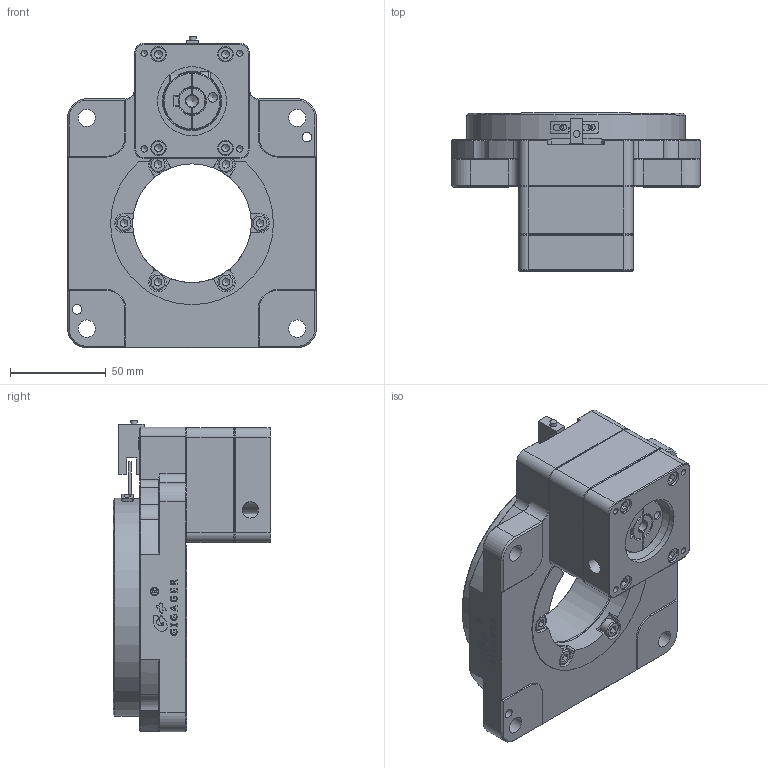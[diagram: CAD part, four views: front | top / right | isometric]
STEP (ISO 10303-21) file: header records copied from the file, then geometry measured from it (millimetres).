
FILE_DESCRIPTION (( 'STEP AP203' ), '1' );
FILE_NAME ('GSN130-18K-ST2-010W.step', '2021-06-01T02:21:05', ( 'Microsoft' ), ( 'Microsoft' ), 'SwSTEP 2.0', 'SolidWorks 2019', '' );
FILE_SCHEMA (( 'CONFIG_CONTROL_DESIGN' ));
Length unit declared in the file: millimetre
Products named in the file (1): GSN130-18K-ST2-010W
Bounding box: 130 x 82.5 x 162.65 mm (x, y, z)
Volume: 490975.3 mm3; surface area: 150203.3 mm2
Topology: 20 solids, 20 shells, 976 faces, 2426 edges, 1542 vertices
Faces by surface type: plane 463, cylinder 239, cone 137, bspline 99, torus 38
Full cylindrical faces by diameter (mm): 1.5 x1, 2.05 x2, 2.5 x2, 3.3 x8, 3.5 x1, 3.752 x1, 4.2 x15, 4.369 x1, 5 x18, 5.5 x11, 6.35 x1, 6.5 x4, 8 x4, 8.5 x13, 9 x4, 10 x4, 14 x1, 14.145 x1, 18 x1, 19.6 x1, 30 x3, 35 x1, 36 x1, 42 x1, 45 x2, 46 x1, 50 x1, 62 x2, 70 x1, 80 x2
Entity records: 30700 total; most frequent: CARTESIAN_POINT 9062, DIRECTION 4258, ORIENTED_EDGE 4254, EDGE_CURVE 2127, AXIS2_PLACEMENT_3D 1571, VERTEX_POINT 1467, EDGE_LOOP 1330, VECTOR 1116
